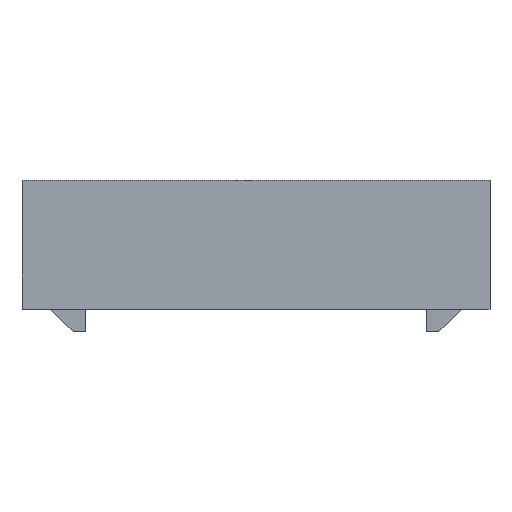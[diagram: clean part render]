
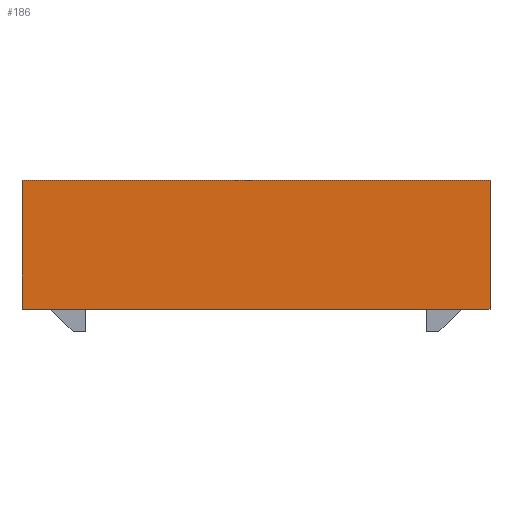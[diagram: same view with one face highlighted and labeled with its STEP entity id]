
A CAD part, front view. The second image highlights one B-rep face of the part: STEP entity #186.
In plain terms, the highlighted planar face has unit normal (0, -1, 0).
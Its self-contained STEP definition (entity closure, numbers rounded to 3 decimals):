
#186=ADVANCED_FACE('',(#453),#328,.T.);
#328=PLANE('',#2954);
#453=FACE_OUTER_BOUND('',#600,.T.);
#600=EDGE_LOOP('',(#909,#910,#911,#912));
#909=ORIENTED_EDGE('',*,*,#1961,.T.);
#910=ORIENTED_EDGE('',*,*,#1924,.T.);
#911=ORIENTED_EDGE('',*,*,#1962,.F.);
#912=ORIENTED_EDGE('',*,*,#1834,.T.);
#1564=VERTEX_POINT('',#3908);
#1565=VERTEX_POINT('',#3910);
#1651=VERTEX_POINT('',#4087);
#1652=VERTEX_POINT('',#4089);
#1834=EDGE_CURVE('',#1565,#1564,#2230,.T.);
#1924=EDGE_CURVE('',#1652,#1651,#2308,.T.);
#1961=EDGE_CURVE('',#1564,#1652,#2339,.T.);
#1962=EDGE_CURVE('',#1565,#1651,#2340,.T.);
#2230=LINE('',#3909,#2588);
#2308=LINE('',#4088,#2666);
#2339=LINE('',#4160,#2697);
#2340=LINE('',#4161,#2698);
#2588=VECTOR('',#3160,1.);
#2666=VECTOR('',#3266,1.);
#2697=VECTOR('',#3313,1.);
#2698=VECTOR('',#3314,1.);
#2954=AXIS2_PLACEMENT_3D('',#4162,#3315,#3316);
#3160=DIRECTION('',(1.,0.,0.));
#3266=DIRECTION('',(-1.,0.,0.));
#3313=DIRECTION('',(0.,0.,1.));
#3314=DIRECTION('',(0.,0.,1.));
#3315=DIRECTION('',(0.,-1.,0.));
#3316=DIRECTION('',(0.,0.,-1.));
#3908=CARTESIAN_POINT('',(11.,-23.,0.));
#3909=CARTESIAN_POINT('',(0.,-23.,0.));
#3910=CARTESIAN_POINT('',(-11.,-23.,0.));
#4087=CARTESIAN_POINT('',(-11.,-23.,6.05));
#4088=CARTESIAN_POINT('',(0.,-23.,6.05));
#4089=CARTESIAN_POINT('',(11.,-23.,6.05));
#4160=CARTESIAN_POINT('',(11.,-23.,0.));
#4161=CARTESIAN_POINT('',(-11.,-23.,0.));
#4162=CARTESIAN_POINT('',(0.,-23.,0.));
